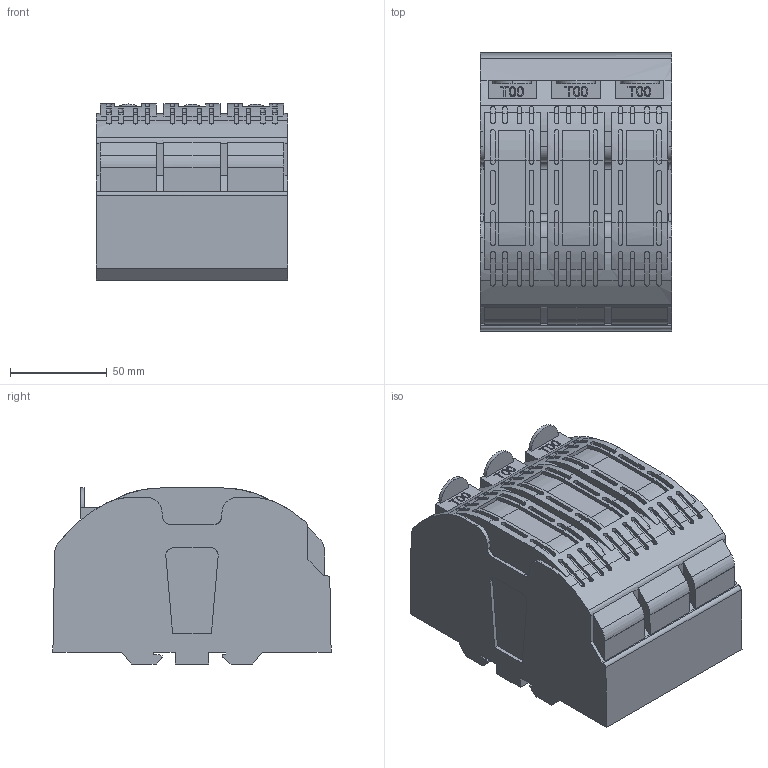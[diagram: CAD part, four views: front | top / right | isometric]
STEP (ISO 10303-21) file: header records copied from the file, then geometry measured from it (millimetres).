
FILE_DESCRIPTION((''),'2;1');
FILE_NAME('MOD.stp','2019-07-03T14:51:36',('User'),('SDRC'), 'I-DEAS Master Series 9','UNIX','Yes');
FILE_SCHEMA(('CONFIG_CONTROL_DESIGN', 'GEOMETRIC_VALIDATION_PROPERTIES_MIM','SHAPE_APPEARANCE_LAYER_MIM'));
Length unit declared in the file: millimetre
Bounding box: 99 x 144 x 91.1 mm (x, y, z)
Volume: 1095574.8 mm3; surface area: 77726.5 mm2
Topology: 1 solids, 1 shells, 545 faces, 1554 edges, 1036 vertices
Faces by surface type: bspline 545
Entity records: 23250 total; most frequent: CARTESIAN_POINT 14379, ORIENTED_EDGE 3108, EDGE_CURVE 1554, VERTEX_POINT 1036, QUASI_UNIFORM_CURVE 790, EDGE_LOOP 570, FACE_OUTER_BOUND 545, ADVANCED_FACE 545
